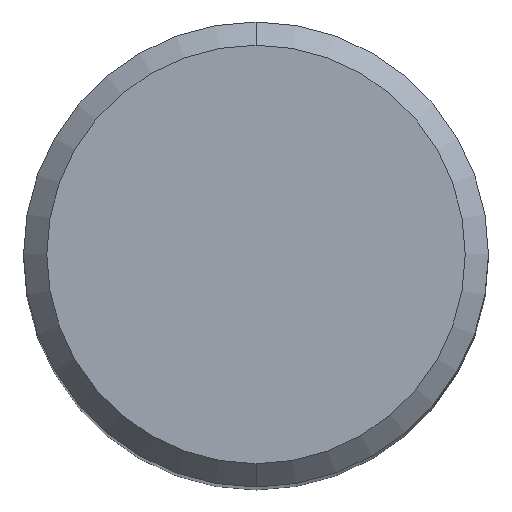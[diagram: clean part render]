
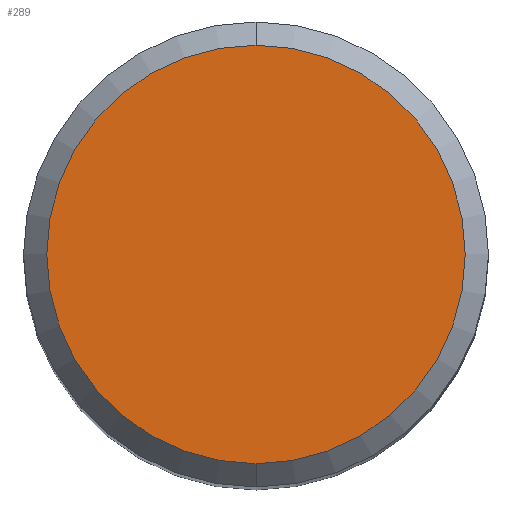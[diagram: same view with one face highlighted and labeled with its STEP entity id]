
A CAD part, top view. The second image highlights one B-rep face of the part: STEP entity #289.
In plain terms, the highlighted planar face has unit normal (0, 0, 1).
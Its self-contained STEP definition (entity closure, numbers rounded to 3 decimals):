
#215=VERTEX_POINT('',#523);
#281=VERTEX_POINT('',#599);
#289=ADVANCED_FACE('',(#608),#609,.T.);
#423=EDGE_CURVE('',#281,#215,#757,.T.);
#459=EDGE_CURVE('',#215,#281,#796,.T.);
#523=CARTESIAN_POINT('',(0.,-5.4,0.0));
#599=CARTESIAN_POINT('',(0.0,5.4,0.0));
#608=FACE_OUTER_BOUND('',#1130,.T.);
#609=PLANE('',#1131);
#757=CIRCLE('',#1451,5.4);
#796=CIRCLE('',#1502,5.4);
#1130=EDGE_LOOP('',(#1650,#1651));
#1131=AXIS2_PLACEMENT_3D('',#1652,#1653,#1654);
#1451=AXIS2_PLACEMENT_3D('',#1816,#1817,#1818);
#1502=AXIS2_PLACEMENT_3D('',#1863,#1864,#1865);
#1650=ORIENTED_EDGE('',*,*,#423,.F.);
#1651=ORIENTED_EDGE('',*,*,#459,.F.);
#1652=CARTESIAN_POINT('',(0.0,2.7,0.0));
#1653=DIRECTION('',(-0.0,0.0,1.0));
#1654=DIRECTION('',(0.0,-1.0,0.0));
#1816=CARTESIAN_POINT('',(0.0,0.0,0.0));
#1817=DIRECTION('',(0.0,0.0,-1.0));
#1818=DIRECTION('',(0.0,1.0,0.0));
#1863=CARTESIAN_POINT('',(0.0,0.0,0.0));
#1864=DIRECTION('',(0.0,0.0,-1.0));
#1865=DIRECTION('',(0.0,1.0,0.0));
